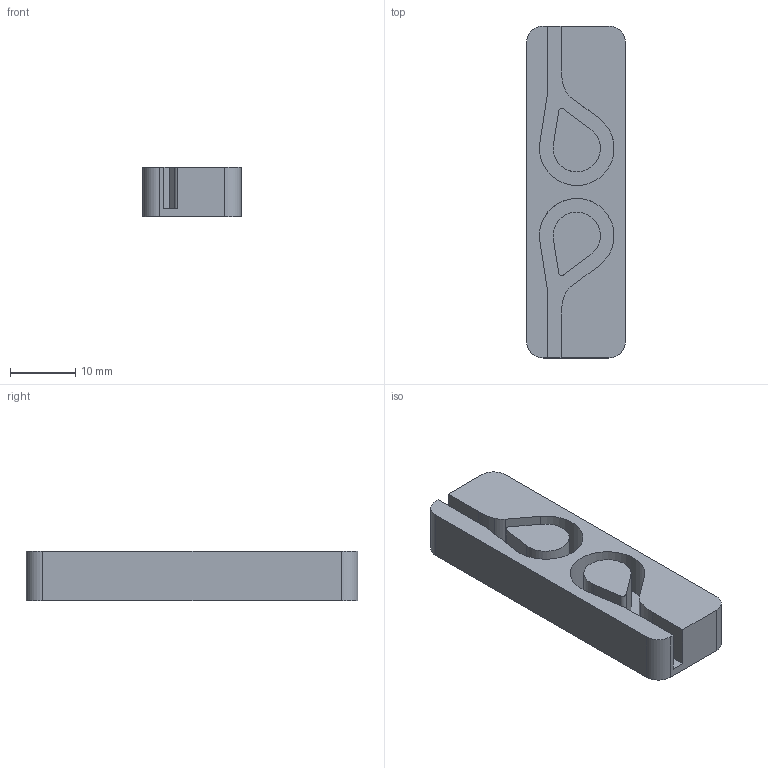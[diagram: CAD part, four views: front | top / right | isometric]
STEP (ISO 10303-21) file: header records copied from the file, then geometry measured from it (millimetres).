
FILE_DESCRIPTION(/* description */ (''),/* implementation_level */ '2;1');
FILE_NAME(/* name */ 'BELT CLAMP.step',/* time_stamp */ '2019-11-07T12:26:04-05:00',/* author */ (''),/* organization */ (''),/* preprocessor_version */ 'ST-DEVELOPER v18',/* originating_system */ 'Autodesk Translation Framework v8.9.1.1155',/* authorisation */ '');
FILE_SCHEMA (('AUTOMOTIVE_DESIGN { 1 0 10303 214 3 1 1 }'));
Length unit declared in the file: millimetre
Products named in the file (2): BELT CLAMP V2; Belt Clamp
Assembly tree (1 placements, depth 2):
  BELT CLAMP V2
    Belt Clamp
Bounding box: 15.1 x 50.8 x 7.57 mm (x, y, z)
Volume: 4213.4 mm3; surface area: 3877.8 mm2
Topology: 1 solids, 1 shells, 72 faces, 192 edges, 126 vertices
Faces by surface type: plane 56, cylinder 16
Full cylindrical faces by diameter (mm): 3.5 x2
Entity records: 2281 total; most frequent: CARTESIAN_POINT 393, ORIENTED_EDGE 384, DIRECTION 374, EDGE_CURVE 192, LINE 160, VECTOR 160, VERTEX_POINT 126, AXIS2_PLACEMENT_3D 107
